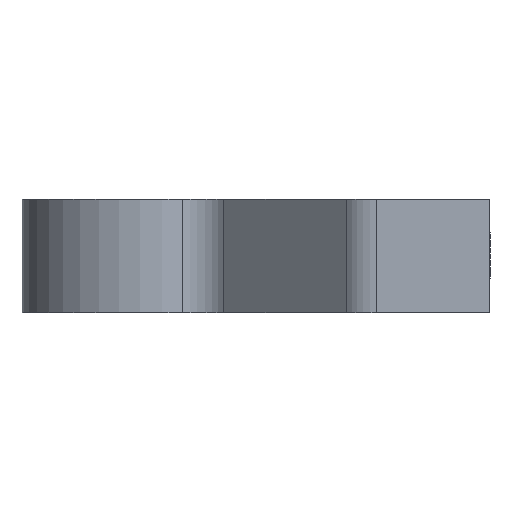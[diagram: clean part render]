
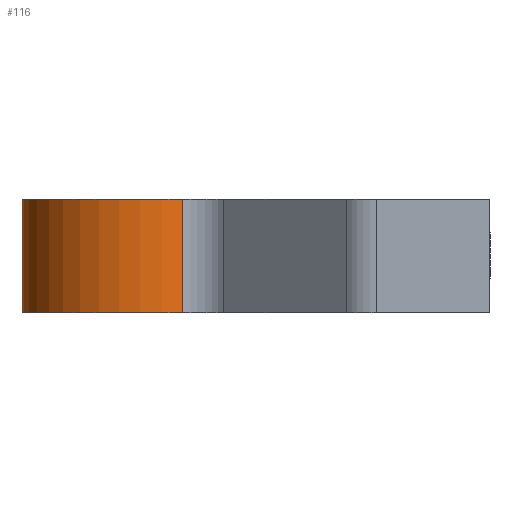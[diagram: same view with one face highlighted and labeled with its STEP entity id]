
A CAD part, left-side view. The second image highlights one B-rep face of the part: STEP entity #116.
In plain terms, the highlighted cylindrical face has radius 9 mm (diameter 18 mm), a partial arc.
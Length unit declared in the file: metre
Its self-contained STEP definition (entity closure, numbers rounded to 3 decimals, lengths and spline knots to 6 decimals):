
#116 = ADVANCED_FACE( 'NONE', ( #259 ), #260, .T. );
#259 = FACE_OUTER_BOUND( '', #1346, .T. );
#260 = CYLINDRICAL_SURFACE( '', #1347, 0.009 );
#1346 = EDGE_LOOP( '', ( #2698, #2699, #2700, #2701, #2702, #2703 ) );
#1347 = AXIS2_PLACEMENT_3D( '', #2704, #2705, #2706 );
#2698 = ORIENTED_EDGE( '', *, *, #3532, .F. );
#2699 = ORIENTED_EDGE( '', *, *, #3447, .T. );
#2700 = ORIENTED_EDGE( '', *, *, #3347, .F. );
#2701 = ORIENTED_EDGE( '', *, *, #3533, .T. );
#2702 = ORIENTED_EDGE( '', *, *, #3510, .T. );
#2703 = ORIENTED_EDGE( '', *, *, #3534, .T. );
#2704 = CARTESIAN_POINT( '', ( 0., 0., 0.008 ) );
#2705 = DIRECTION( '', ( 0., 0., 1. ) );
#2706 = DIRECTION( '', ( -1., 0., 0. ) );
#3347 = EDGE_CURVE( 'NONE', #3819, #3814, #3821, .T. );
#3447 = EDGE_CURVE( 'NONE', #4008, #3814, #4009, .T. );
#3510 = EDGE_CURVE( 'NONE', #4124, #4122, #4125, .T. );
#3532 = EDGE_CURVE( 'NONE', #4008, #4155, #4156, .T. );
#3533 = EDGE_CURVE( 'NONE', #3819, #4124, #4157, .T. );
#3534 = EDGE_CURVE( 'NONE', #4122, #4155, #4158, .T. );
#3814 = VERTEX_POINT( 'NONE', #5234 );
#3819 = VERTEX_POINT( 'NONE', #5254 );
#3821 = B_SPLINE_CURVE_WITH_KNOTS( '', 3, ( #5271, #5272, #5273, #5274, #5275, #5276, #5277, #5278, #5279, #5280, #5281, #5282, #5283, #5284, #5285, #5286, #5287, #5288 ), .UNSPECIFIED., .F., .F., ( 4, 1, 1, 1, 1, 1, 1, 1, 1, 1, 1, 1, 1, 1, 1, 4 ), ( 0., 0.036434, 0.072551, 0.108408, 0.144064, 0.179576, 0.215007, 0.250416, 0.375292, 0.499832, 0.624492, 0.749508, 0.811498, 0.873696, 0.936426, 1. ), .UNSPECIFIED. );
#4008 = VERTEX_POINT( 'NONE', #6509 );
#4009 = LINE( '', #6510, #6511 );
#4122 = VERTEX_POINT( 'NONE', #7203 );
#4124 = VERTEX_POINT( 'NONE', #7205 );
#4125 = CIRCLE( '', #7206, 0.009 );
#4155 = VERTEX_POINT( 'NONE', #7245 );
#4156 = CIRCLE( '', #7246, 0.009 );
#4157 = LINE( '', #7247, #7248 );
#4158 = LINE( '', #7249, #7250 );
#5234 = CARTESIAN_POINT( '', ( 0.006708, 0.006, 0.006122 ) );
#5254 = CARTESIAN_POINT( '', ( 0.006708, 0.006, 0.001878 ) );
#5271 = CARTESIAN_POINT( '', ( 0.006708, 0.006, 0.001878 ) );
#5272 = CARTESIAN_POINT( '', ( 0.00668, 0.006032, 0.001918 ) );
#5273 = CARTESIAN_POINT( '', ( 0.006623, 0.006095, 0.001997 ) );
#5274 = CARTESIAN_POINT( '', ( 0.006542, 0.006181, 0.002125 ) );
#5275 = CARTESIAN_POINT( '', ( 0.006465, 0.006262, 0.002257 ) );
#5276 = CARTESIAN_POINT( '', ( 0.006393, 0.006335, 0.002394 ) );
#5277 = CARTESIAN_POINT( '', ( 0.006326, 0.006402, 0.002536 ) );
#5278 = CARTESIAN_POINT( '', ( 0.006264, 0.006462, 0.002684 ) );
#5279 = CARTESIAN_POINT( '', ( 0.006161, 0.006561, 0.002963 ) );
#5280 = CARTESIAN_POINT( '', ( 0.00605, 0.006664, 0.003398 ) );
#5281 = CARTESIAN_POINT( '', ( 0.005999, 0.006709, 0.003999 ) );
#5282 = CARTESIAN_POINT( '', ( 0.00605, 0.006664, 0.0046 ) );
#5283 = CARTESIAN_POINT( '', ( 0.006171, 0.006552, 0.005076 ) );
#5284 = CARTESIAN_POINT( '', ( 0.006308, 0.00642, 0.005429 ) );
#5285 = CARTESIAN_POINT( '', ( 0.006427, 0.006301, 0.005677 ) );
#5286 = CARTESIAN_POINT( '', ( 0.006561, 0.006163, 0.005911 ) );
#5287 = CARTESIAN_POINT( '', ( 0.006659, 0.006054, 0.006052 ) );
#5288 = CARTESIAN_POINT( '', ( 0.006708, 0.006, 0.006122 ) );
#6509 = CARTESIAN_POINT( '', ( 0.006708, 0.006, 0.008 ) );
#6510 = CARTESIAN_POINT( '', ( 0.006708, 0.006, 0.008 ) );
#6511 = VECTOR( '', #9159, 1. );
#7203 = CARTESIAN_POINT( '', ( -0.008693, -0.002329, 0. ) );
#7205 = CARTESIAN_POINT( '', ( 0.006708, 0.006, 0. ) );
#7206 = AXIS2_PLACEMENT_3D( '', #9189, #9190, #9191 );
#7245 = CARTESIAN_POINT( '', ( -0.008693, -0.002329, 0.008 ) );
#7246 = AXIS2_PLACEMENT_3D( '', #9225, #9226, #9227 );
#7247 = CARTESIAN_POINT( '', ( 0.006708, 0.006, 0.008 ) );
#7248 = VECTOR( '', #9228, 1. );
#7249 = CARTESIAN_POINT( '', ( -0.008693, -0.002329, 0.008 ) );
#7250 = VECTOR( '', #9229, 1. );
#9159 = DIRECTION( '', ( 0., 0., -1. ) );
#9189 = CARTESIAN_POINT( '', ( 0., 0., 0. ) );
#9190 = DIRECTION( '', ( 0., 0., 1. ) );
#9191 = DIRECTION( '', ( 1., 0., 0. ) );
#9225 = CARTESIAN_POINT( '', ( 0., 0., 0.008 ) );
#9226 = DIRECTION( '', ( 0., 0., 1. ) );
#9227 = DIRECTION( '', ( 1., 0., 0. ) );
#9228 = DIRECTION( '', ( 0., 0., -1. ) );
#9229 = DIRECTION( '', ( 0., 0., 1. ) );
